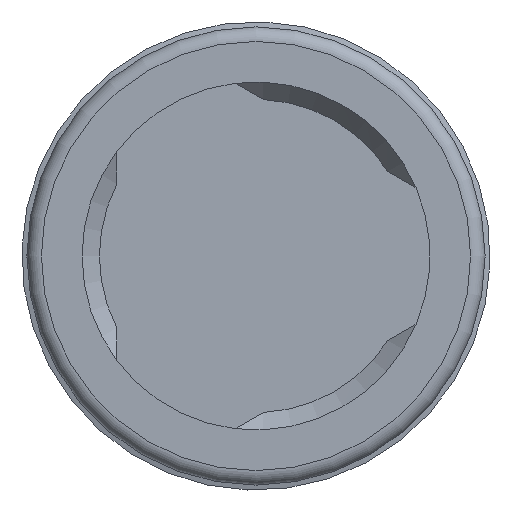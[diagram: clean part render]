
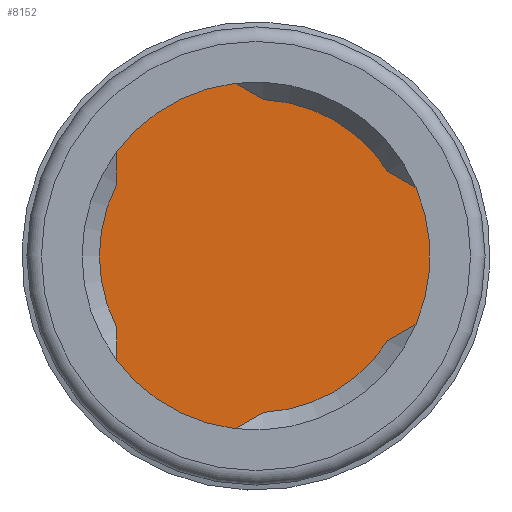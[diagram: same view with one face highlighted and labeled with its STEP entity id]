
A CAD part, left-side view. The second image highlights one B-rep face of the part: STEP entity #8152.
In plain terms, the highlighted planar face has unit normal (-1, 0, 0).
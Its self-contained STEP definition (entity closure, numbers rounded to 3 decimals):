
#294=PLANE('',#8699);
#1035=FACE_OUTER_BOUND('',#1516,.T.);
#1516=EDGE_LOOP('',(#5491,#5492));
#2055=CIRCLE('',#8700,6.15);
#2056=CIRCLE('',#8701,6.15);
#3413=VERTEX_POINT('',#17784);
#3414=VERTEX_POINT('',#17785);
#4246=EDGE_CURVE('',#3413,#3414,#2055,.T.);
#4247=EDGE_CURVE('',#3414,#3413,#2056,.T.);
#5491=ORIENTED_EDGE('',*,*,#4246,.T.);
#5492=ORIENTED_EDGE('',*,*,#4247,.T.);
#8152=ADVANCED_FACE('',(#1035),#294,.T.);
#8699=AXIS2_PLACEMENT_3D('',#17783,#9289,#9290);
#8700=AXIS2_PLACEMENT_3D('',#17786,#9291,#9292);
#8701=AXIS2_PLACEMENT_3D('',#17787,#9293,#9294);
#9289=DIRECTION('center_axis',(-1.,0.,0.));
#9290=DIRECTION('ref_axis',(0.,0.,1.));
#9291=DIRECTION('center_axis',(-1.,0.,0.));
#9292=DIRECTION('ref_axis',(0.,-1.,0.));
#9293=DIRECTION('center_axis',(-1.,0.,0.));
#9294=DIRECTION('ref_axis',(0.,-1.,0.));
#17783=CARTESIAN_POINT('Origin',(5.,6.621,0.));
#17784=CARTESIAN_POINT('',(5.,-6.15,0.));
#17785=CARTESIAN_POINT('',(5.,6.15,0.));
#17786=CARTESIAN_POINT('Origin',(5.,0.,0.));
#17787=CARTESIAN_POINT('Origin',(5.,0.,0.));
